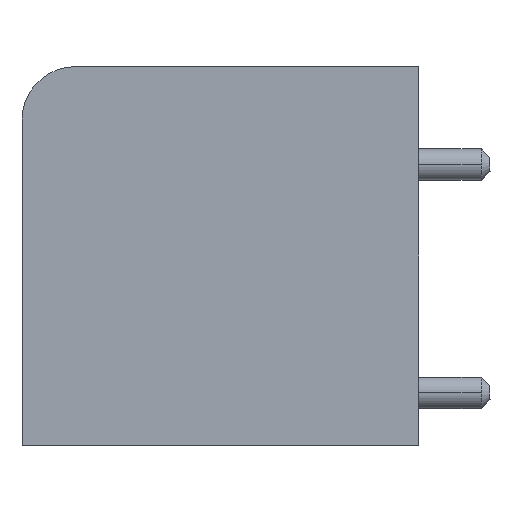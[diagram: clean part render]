
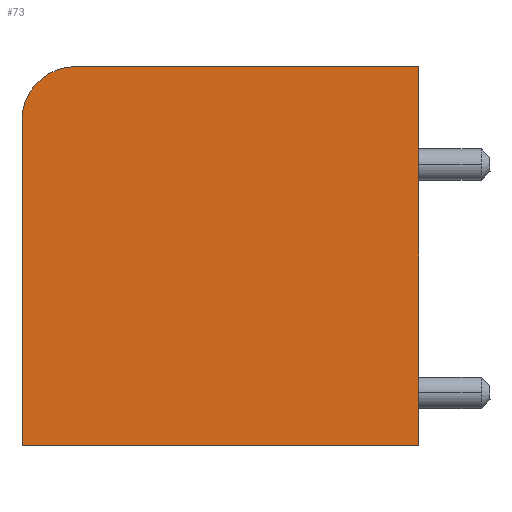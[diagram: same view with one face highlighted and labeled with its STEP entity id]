
A CAD part, left-side view. The second image highlights one B-rep face of the part: STEP entity #73.
In plain terms, the highlighted planar face has unit normal (-1, 0, 0).
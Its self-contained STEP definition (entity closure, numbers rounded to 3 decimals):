
#73=ADVANCED_FACE('',(#249),#250,.F.);
#249=FACE_OUTER_BOUND('',#583,.T.);
#250=PLANE('',#584);
#583=EDGE_LOOP('',(#957,#958,#959,#960,#961));
#584=AXIS2_PLACEMENT_3D('',#962,#963,#964);
#957=ORIENTED_EDGE('',*,*,#2212,.F.);
#958=ORIENTED_EDGE('',*,*,#2213,.F.);
#959=ORIENTED_EDGE('',*,*,#2214,.F.);
#960=ORIENTED_EDGE('',*,*,#2215,.F.);
#961=ORIENTED_EDGE('',*,*,#2216,.F.);
#962=CARTESIAN_POINT('',(-26.67,0.0,0.0));
#963=DIRECTION('',(1.0,0.0,0.0));
#964=DIRECTION('',(0.0,1.0,0.0));
#2212=EDGE_CURVE('',#2671,#2672,#2673,.T.);
#2213=EDGE_CURVE('',#2674,#2671,#2675,.T.);
#2214=EDGE_CURVE('',#2676,#2674,#2677,.T.);
#2215=EDGE_CURVE('',#2678,#2676,#2679,.T.);
#2216=EDGE_CURVE('',#2672,#2678,#2680,.T.);
#2671=VERTEX_POINT('',#3344);
#2672=VERTEX_POINT('',#3345);
#2673=LINE('',#3346,#3347);
#2674=VERTEX_POINT('',#3348);
#2675=CIRCLE('',#3349,3.048);
#2676=VERTEX_POINT('',#3350);
#2677=LINE('',#3351,#3352);
#2678=VERTEX_POINT('',#3353);
#2679=LINE('',#3354,#3355);
#2680=LINE('',#3356,#3357);
#3344=CARTESIAN_POINT('',(-26.67,19.558,12.09));
#3345=CARTESIAN_POINT('',(-26.67,0.0,12.09));
#3346=CARTESIAN_POINT('',(-26.67,19.558,12.09));
#3347=VECTOR('',#4422,19.558);
#3348=CARTESIAN_POINT('',(-26.67,22.606,9.042));
#3349=AXIS2_PLACEMENT_3D('',#4423,#4424,#4425);
#3350=CARTESIAN_POINT('',(-26.67,22.606,-9.5));
#3351=CARTESIAN_POINT('',(-26.67,22.606,-9.5));
#3352=VECTOR('',#4426,18.542);
#3353=CARTESIAN_POINT('',(-26.67,0.0,-9.5));
#3354=CARTESIAN_POINT('',(-26.67,0.0,-9.5));
#3355=VECTOR('',#4427,22.606);
#3356=CARTESIAN_POINT('',(-26.67,0.0,12.09));
#3357=VECTOR('',#4428,21.59);
#4422=DIRECTION('',(0.0,-1.0,0.0));
#4423=CARTESIAN_POINT('',(-26.67,19.558,9.042));
#4424=DIRECTION('',(1.0,0.0,0.0));
#4425=DIRECTION('',(0.0,1.0,0.0));
#4426=DIRECTION('',(0.0,0.0,1.0));
#4427=DIRECTION('',(0.0,1.0,0.0));
#4428=DIRECTION('',(0.0,0.0,-1.0));
